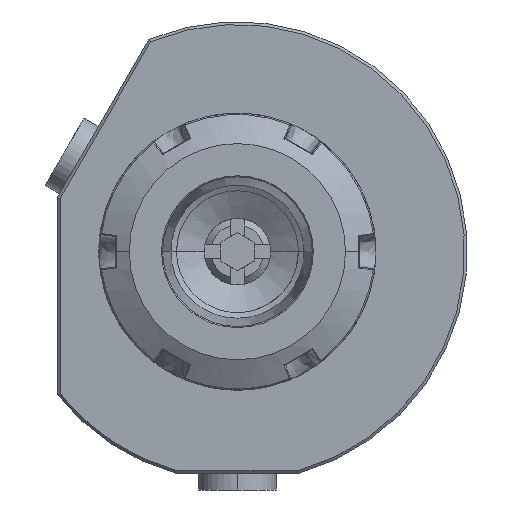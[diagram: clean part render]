
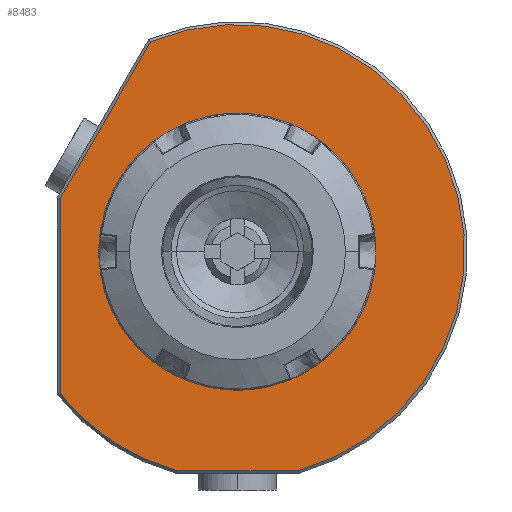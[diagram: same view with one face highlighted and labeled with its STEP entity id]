
A CAD part, left-side view. The second image highlights one B-rep face of the part: STEP entity #8483.
In plain terms, the highlighted planar face has unit normal (-1, 0, 0).
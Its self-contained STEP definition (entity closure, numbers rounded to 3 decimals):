
#1391=CARTESIAN_POINT('',(-22.,0.,0.));
#1392=DIRECTION('',(-1.,0.,0.));
#1393=DIRECTION('',(0.,0.78,-0.625));
#1394=AXIS2_PLACEMENT_3D('',#1391,#1392,#1393);
#1403=DIRECTION('',(0.,0.,-1.));
#1404=VECTOR('',#1403,35.206);
#1405=CARTESIAN_POINT('',(-22.,32.,9.574));
#1406=LINE('',#1405,#1404);
#1407=DIRECTION('',(0.,0.5,-0.866));
#1408=VECTOR('',#1407,32.703);
#1409=CARTESIAN_POINT('',(-22.,15.648,37.896));
#1410=LINE('',#1409,#1408);
#1411=DIRECTION('',(0.,-1.,0.));
#1412=VECTOR('',#1411,21.977);
#1413=CARTESIAN_POINT('',(-22.,10.989,
-39.5));
#1414=LINE('',#1413,#1412);
#1415=CARTESIAN_POINT('',(-22.,0.,0.));
#1416=DIRECTION('',(-1.,0.,0.));
#1417=DIRECTION('',(0.,-1.,0.));
#1418=AXIS2_PLACEMENT_3D('',#1415,#1416,#1417);
#1420=CARTESIAN_POINT('',(-22.,0.,0.));
#1421=DIRECTION('',(-1.,0.,0.));
#1422=DIRECTION('',(0.,1.,0.));
#1423=AXIS2_PLACEMENT_3D('',#1420,#1421,#1422);
#1763=CARTESIAN_POINT('',(-22.,0.,0.));
#1764=DIRECTION('',(-1.,0.,0.));
#1765=DIRECTION('',(0.,-0.268,-0.963));
#1766=AXIS2_PLACEMENT_3D('',#1763,#1764,#1765);
#1780=CARTESIAN_POINT('',(-22.,-10.989,
-39.5));
#6134=CARTESIAN_POINT('',(-22.,32.,-25.632));
#6135=CARTESIAN_POINT('',(-22.,10.989,-39.5));
#6136=VERTEX_POINT('',#6134);
#6137=VERTEX_POINT('',#6135);
#6144=CARTESIAN_POINT('',(-22.,32.,9.574));
#6145=VERTEX_POINT('',#6144);
#6148=CARTESIAN_POINT('',(-22.,15.648,37.896));
#6149=VERTEX_POINT('',#6148);
#6157=VERTEX_POINT('',#1780);
#6158=CARTESIAN_POINT('',(-22.,-21.,0.));
#6159=CARTESIAN_POINT('',(-22.,21.,0.));
#6160=VERTEX_POINT('',#6158);
#6161=VERTEX_POINT('',#6159);
#8462=CARTESIAN_POINT('',(-22.,0.,0.));
#8463=DIRECTION('',(1.,0.,0.));
#8464=DIRECTION('',(0.,-1.,0.));
#8465=AXIS2_PLACEMENT_3D('',#8462,#8463,#8464);
#8466=PLANE('',#8465);
#8467=ORIENTED_EDGE('',*,*,#8426,.F.);
#8468=ORIENTED_EDGE('',*,*,#8445,.F.);
#8470=ORIENTED_EDGE('',*,*,#8469,.F.);
#8472=ORIENTED_EDGE('',*,*,#8471,.F.);
#8474=ORIENTED_EDGE('',*,*,#8473,.F.);
#8475=EDGE_LOOP('',(#8467,#8468,#8470,#8472,#8474));
#8476=FACE_OUTER_BOUND('',#8475,.F.);
#8478=ORIENTED_EDGE('',*,*,#8477,.T.);
#8480=ORIENTED_EDGE('',*,*,#8479,.T.);
#8481=EDGE_LOOP('',(#8478,#8480));
#8482=FACE_BOUND('',#8481,.F.);
#8483=ADVANCED_FACE('',(#8476,#8482),#8466,.F.);
#1395=CIRCLE('',#1394,41.);
#1419=CIRCLE('',#1418,21.);
#1424=CIRCLE('',#1423,21.);
#1767=CIRCLE('',#1766,41.);
#8426=EDGE_CURVE('',#6136,#6137,#1395,.T.);
#8445=EDGE_CURVE('',#6145,#6136,#1406,.T.);
#8469=EDGE_CURVE('',#6149,#6145,#1410,.T.);
#8471=EDGE_CURVE('',#6157,#6149,#1767,.T.);
#8473=EDGE_CURVE('',#6137,#6157,#1414,.T.);
#8477=EDGE_CURVE('',#6160,#6161,#1419,.T.);
#8479=EDGE_CURVE('',#6161,#6160,#1424,.T.);
